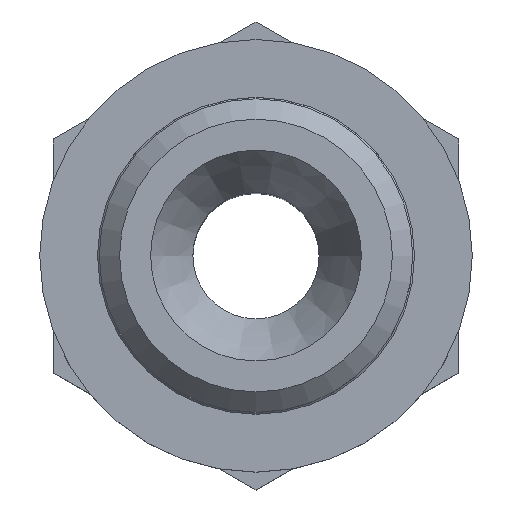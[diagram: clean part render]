
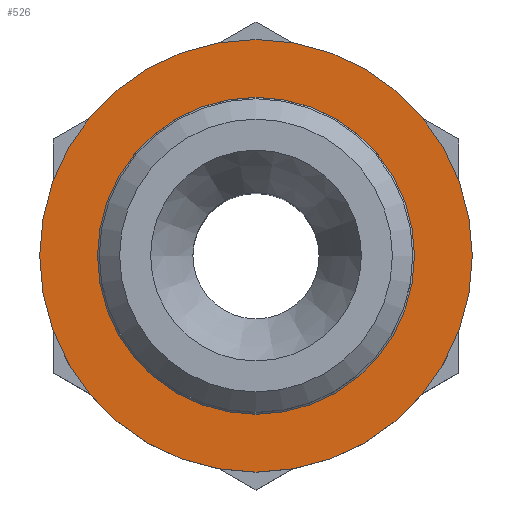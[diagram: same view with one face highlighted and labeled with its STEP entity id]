
A CAD part, top view. The second image highlights one B-rep face of the part: STEP entity #526.
In plain terms, the highlighted planar face has unit normal (0, 0, 1).
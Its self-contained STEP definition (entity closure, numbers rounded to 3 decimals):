
#63=CIRCLE('',#589,6.65);
#64=CIRCLE('',#590,9.075);
#116=ORIENTED_EDGE('',*,*,#240,.T.);
#117=ORIENTED_EDGE('',*,*,#241,.F.);
#240=EDGE_CURVE('',#299,#299,#63,.T.);
#241=EDGE_CURVE('',#300,#300,#64,.T.);
#299=VERTEX_POINT('',#867);
#300=VERTEX_POINT('',#869);
#377=EDGE_LOOP('',(#116));
#378=EDGE_LOOP('',(#117));
#443=FACE_BOUND('',#377,.T.);
#444=FACE_BOUND('',#378,.T.);
#507=PLANE('',#588);
#526=ADVANCED_FACE('',(#443,#444),#507,.T.);
#588=AXIS2_PLACEMENT_3D('',#865,#693,#694);
#589=AXIS2_PLACEMENT_3D('',#866,#695,#696);
#590=AXIS2_PLACEMENT_3D('',#868,#697,#698);
#693=DIRECTION('',(0.,0.,1.));
#694=DIRECTION('',(1.,0.,0.));
#695=DIRECTION('',(0.,0.,-1.));
#696=DIRECTION('',(-1.,0.,0.));
#697=DIRECTION('',(0.,0.,-1.));
#698=DIRECTION('',(-1.,0.,0.));
#865=CARTESIAN_POINT('',(0.,9.075,-5.8));
#866=CARTESIAN_POINT('',(0.,0.,-5.8));
#867=CARTESIAN_POINT('',(-6.65,0.,-5.8));
#868=CARTESIAN_POINT('',(0.,0.,-5.8));
#869=CARTESIAN_POINT('',(-9.075,0.,-5.8));
